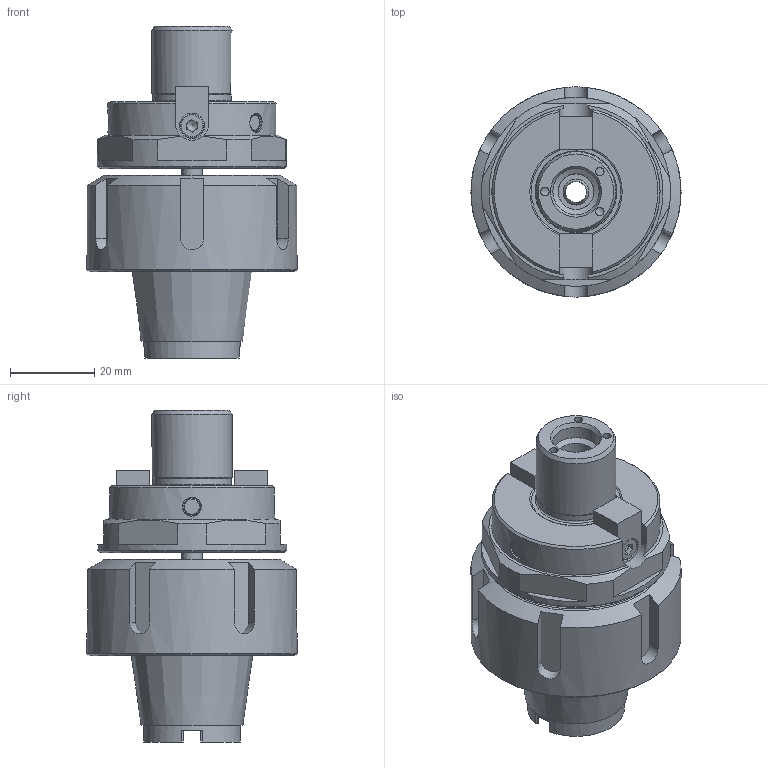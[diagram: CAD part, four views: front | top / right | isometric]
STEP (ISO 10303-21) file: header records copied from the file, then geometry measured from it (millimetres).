
FILE_DESCRIPTION (( 'STEP AP214' ), '1' );
FILE_NAME ('UC-ER32E-PF0.75I.STEP', '2020-09-04T09:09:20', ( '' ), ( '' ), 'SwSTEP 2.0', 'SolidWorks 2016', '' );
FILE_SCHEMA (( 'AUTOMOTIVE_DESIGN' ));
Length unit declared in the file: millimetre
Products named in the file (1): UC-ER32E-PF0.75I
Bounding box: 50 x 50 x 79 mm (x, y, z)
Surface area: 20202 mm2 (no closed solid volume)
Topology: 0 solids, 10 shells, 172 faces, 499 edges, 331 vertices
Faces by surface type: plane 95, cylinder 51, cone 22, torus 4
Full cylindrical faces by diameter (mm): 2 x3, 2.5 x2, 4 x3, 4.5 x3, 5 x1, 5.5 x2, 6 x2, 8.5 x1, 11 x1, 18.65 x1, 19.05 x1, 23 x1, 38.5 x1, 40.5 x1, 45 x1, 50 x1
Entity records: 8022 total; most frequent: CARTESIAN_POINT 1837, DIRECTION 890, ORIENTED_EDGE 792, EDGE_CURVE 438, AXIS2_PLACEMENT_3D 344, VERTEX_POINT 315, EDGE_LOOP 247, VECTOR 202
